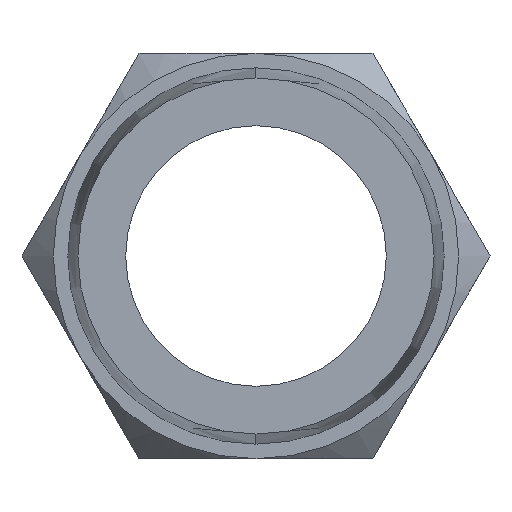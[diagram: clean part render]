
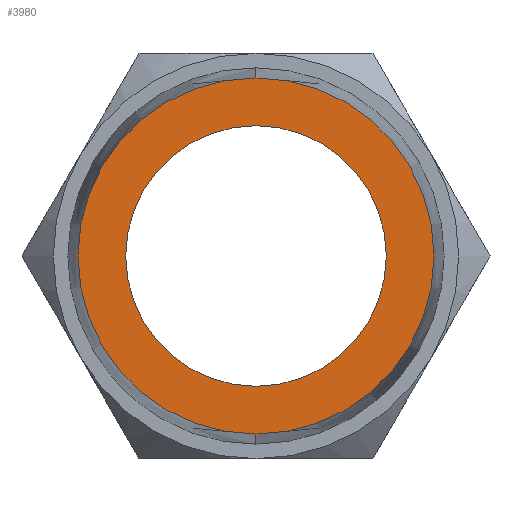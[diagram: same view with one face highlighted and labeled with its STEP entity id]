
A CAD part, left-side view. The second image highlights one B-rep face of the part: STEP entity #3980.
In plain terms, the highlighted planar face has unit normal (-1, 0, 0).
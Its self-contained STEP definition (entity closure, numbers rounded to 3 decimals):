
#37 = AXIS2_PLACEMENT_3D ( 'NONE', #3213, #302, #249 ) ;
#249 = DIRECTION ( 'NONE',  ( 0., 0., 1. ) ) ;
#302 = DIRECTION ( 'NONE',  ( -1., 0., 0. ) ) ;
#438 = FACE_BOUND ( 'NONE', #3256, .T. ) ;
#473 = CARTESIAN_POINT ( 'NONE',  ( 0., 0., 4.5 ) ) ;
#544 = EDGE_LOOP ( 'NONE', ( #2544, #2799 ) ) ;
#744 = ORIENTED_EDGE ( 'NONE', *, *, #3539, .T. ) ;
#815 = DIRECTION ( 'NONE',  ( 1., 0., 0. ) ) ;
#866 = FACE_OUTER_BOUND ( 'NONE', #544, .T. ) ;
#869 = CARTESIAN_POINT ( 'NONE',  ( 0., 0., 0. ) ) ;
#993 = EDGE_CURVE ( 'NONE', #3760, #1061, #2988, .T. ) ;
#1012 = CARTESIAN_POINT ( 'NONE',  ( 0., 0., 6.15 ) ) ;
#1061 = VERTEX_POINT ( 'NONE', #1012 ) ;
#1099 = CARTESIAN_POINT ( 'NONE',  ( 0., 0., 0. ) ) ;
#1178 = CARTESIAN_POINT ( 'NONE',  ( 0., 0., 0. ) ) ;
#1246 = AXIS2_PLACEMENT_3D ( 'NONE', #1099, #4165, #2136 ) ;
#1479 = CIRCLE ( 'NONE', #1246, 4.5 ) ;
#1647 = DIRECTION ( 'NONE',  ( -1., 0., 0. ) ) ;
#2047 = DIRECTION ( 'NONE',  ( 0., 0., -1. ) ) ;
#2097 = VERTEX_POINT ( 'NONE', #3931 ) ;
#2136 = DIRECTION ( 'NONE',  ( 0., 0., -1. ) ) ;
#2256 = DIRECTION ( 'NONE',  ( 0., 0., -1. ) ) ;
#2270 = CARTESIAN_POINT ( 'NONE',  ( 0., 0., -6.15 ) ) ;
#2296 = AXIS2_PLACEMENT_3D ( 'NONE', #3950, #815, #2047 ) ;
#2436 = EDGE_CURVE ( 'NONE', #1061, #3760, #4292, .T. ) ;
#2496 = ORIENTED_EDGE ( 'NONE', *, *, #3575, .T. ) ;
#2544 = ORIENTED_EDGE ( 'NONE', *, *, #993, .T. ) ;
#2799 = ORIENTED_EDGE ( 'NONE', *, *, #2436, .T. ) ;
#2988 = CIRCLE ( 'NONE', #3070, 6.15 ) ;
#3070 = AXIS2_PLACEMENT_3D ( 'NONE', #869, #1647, #4005 ) ;
#3168 = CIRCLE ( 'NONE', #3975, 4.5 ) ;
#3213 = CARTESIAN_POINT ( 'NONE',  ( 0., 0., 0. ) ) ;
#3256 = EDGE_LOOP ( 'NONE', ( #744, #2496 ) ) ;
#3511 = DIRECTION ( 'NONE',  ( 1., 0., 0. ) ) ;
#3539 = EDGE_CURVE ( 'NONE', #3750, #2097, #1479, .T. ) ;
#3575 = EDGE_CURVE ( 'NONE', #2097, #3750, #3168, .T. ) ;
#3750 = VERTEX_POINT ( 'NONE', #473 ) ;
#3760 = VERTEX_POINT ( 'NONE', #2270 ) ;
#3931 = CARTESIAN_POINT ( 'NONE',  ( 0., 0., -4.5 ) ) ;
#3950 = CARTESIAN_POINT ( 'NONE',  ( 0., 0., 0. ) ) ;
#3975 = AXIS2_PLACEMENT_3D ( 'NONE', #1178, #3511, #2256 ) ;
#3980 = ADVANCED_FACE ( 'NONE', ( #438, #866 ), #4636, .F. ) ;
#4005 = DIRECTION ( 'NONE',  ( 0., 0., 1. ) ) ;
#4165 = DIRECTION ( 'NONE',  ( 1., 0., 0. ) ) ;
#4292 = CIRCLE ( 'NONE', #37, 6.15 ) ;
#4636 = PLANE ( 'NONE',  #2296 ) ;
